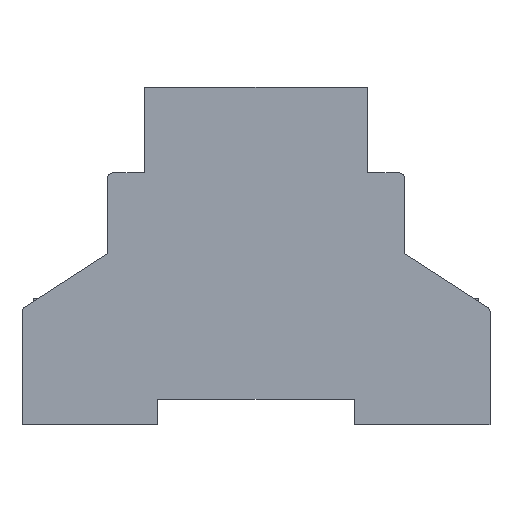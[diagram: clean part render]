
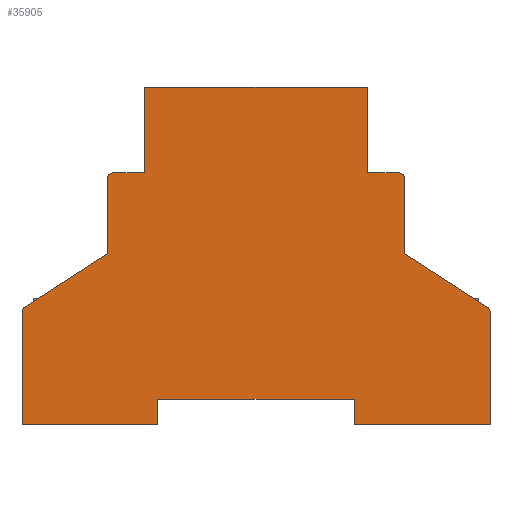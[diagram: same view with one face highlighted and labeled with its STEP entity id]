
A CAD part, front view. The second image highlights one B-rep face of the part: STEP entity #35905.
In plain terms, the highlighted planar face has unit normal (0, -1, 0).
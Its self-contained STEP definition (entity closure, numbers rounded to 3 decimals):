
#77=CIRCLE('',#37247,1.);
#83=CIRCLE('',#37258,1.);
#94=CIRCLE('',#37305,1.);
#95=CIRCLE('',#37306,1.);
#2655=FACE_OUTER_BOUND('',#4698,.T.);
#4698=EDGE_LOOP('',(#31472,#31473,#31474,#31475,#31476,#31477,#31478,#31479,
#31480,#31481,#31482,#31483,#31484,#31485,#31486,#31487,#31488,#31489,#31490,
#31491));
#8256=LINE('',#64364,#12225);
#8262=LINE('',#64377,#12231);
#8270=LINE('',#64400,#12239);
#8357=LINE('',#64607,#12326);
#8358=LINE('',#64611,#12327);
#8359=LINE('',#64613,#12328);
#8360=LINE('',#64615,#12329);
#8361=LINE('',#64617,#12330);
#8362=LINE('',#64619,#12331);
#8363=LINE('',#64623,#12332);
#8364=LINE('',#64624,#12333);
#8365=LINE('',#64626,#12334);
#8366=LINE('',#64628,#12335);
#8367=LINE('',#64630,#12336);
#8368=LINE('',#64632,#12337);
#8369=LINE('',#64633,#12338);
#12225=VECTOR('',#42944,22.456);
#12231=VECTOR('',#42952,19.704);
#12239=VECTOR('',#42974,22.456);
#12326=VECTOR('',#43167,15.);
#12327=VECTOR('',#43170,6.35);
#12328=VECTOR('',#43171,17.);
#12329=VECTOR('',#43172,44.3);
#12330=VECTOR('',#43173,17.);
#12331=VECTOR('',#43174,6.35);
#12332=VECTOR('',#43177,15.);
#12333=VECTOR('',#43178,19.704);
#12334=VECTOR('',#43179,27.);
#12335=VECTOR('',#43180,5.);
#12336=VECTOR('',#43181,39.);
#12337=VECTOR('',#43182,5.);
#12338=VECTOR('',#43183,27.);
#17018=VERTEX_POINT('',#64361);
#17019=VERTEX_POINT('',#64363);
#17024=VERTEX_POINT('',#64374);
#17025=VERTEX_POINT('',#64376);
#17032=VERTEX_POINT('',#64397);
#17033=VERTEX_POINT('',#64399);
#17039=VERTEX_POINT('',#64417);
#17100=VERTEX_POINT('',#64606);
#17101=VERTEX_POINT('',#64608);
#17102=VERTEX_POINT('',#64610);
#17103=VERTEX_POINT('',#64612);
#17104=VERTEX_POINT('',#64614);
#17105=VERTEX_POINT('',#64616);
#17106=VERTEX_POINT('',#64618);
#17107=VERTEX_POINT('',#64620);
#17108=VERTEX_POINT('',#64622);
#17109=VERTEX_POINT('',#64625);
#17110=VERTEX_POINT('',#64627);
#17111=VERTEX_POINT('',#64629);
#17112=VERTEX_POINT('',#64631);
#21880=EDGE_CURVE('',#17019,#17018,#8256,.T.);
#21886=EDGE_CURVE('',#17025,#17024,#8262,.T.);
#21889=EDGE_CURVE('',#17025,#17018,#77,.T.);
#21898=EDGE_CURVE('',#17032,#17033,#8270,.T.);
#21907=EDGE_CURVE('',#17033,#17039,#83,.T.);
#21999=EDGE_CURVE('',#17024,#17100,#8357,.T.);
#22000=EDGE_CURVE('',#17101,#17100,#94,.T.);
#22001=EDGE_CURVE('',#17101,#17102,#8358,.T.);
#22002=EDGE_CURVE('',#17102,#17103,#8359,.T.);
#22003=EDGE_CURVE('',#17104,#17103,#8360,.T.);
#22004=EDGE_CURVE('',#17104,#17105,#8361,.T.);
#22005=EDGE_CURVE('',#17105,#17106,#8362,.T.);
#22006=EDGE_CURVE('',#17107,#17106,#95,.T.);
#22007=EDGE_CURVE('',#17107,#17108,#8363,.T.);
#22008=EDGE_CURVE('',#17108,#17039,#8364,.T.);
#22009=EDGE_CURVE('',#17109,#17032,#8365,.T.);
#22010=EDGE_CURVE('',#17109,#17110,#8366,.T.);
#22011=EDGE_CURVE('',#17110,#17111,#8367,.T.);
#22012=EDGE_CURVE('',#17111,#17112,#8368,.T.);
#22013=EDGE_CURVE('',#17019,#17112,#8369,.T.);
#31472=ORIENTED_EDGE('',*,*,#21889,.F.);
#31473=ORIENTED_EDGE('',*,*,#21886,.T.);
#31474=ORIENTED_EDGE('',*,*,#21999,.T.);
#31475=ORIENTED_EDGE('',*,*,#22000,.F.);
#31476=ORIENTED_EDGE('',*,*,#22001,.T.);
#31477=ORIENTED_EDGE('',*,*,#22002,.T.);
#31478=ORIENTED_EDGE('',*,*,#22003,.F.);
#31479=ORIENTED_EDGE('',*,*,#22004,.T.);
#31480=ORIENTED_EDGE('',*,*,#22005,.T.);
#31481=ORIENTED_EDGE('',*,*,#22006,.F.);
#31482=ORIENTED_EDGE('',*,*,#22007,.T.);
#31483=ORIENTED_EDGE('',*,*,#22008,.T.);
#31484=ORIENTED_EDGE('',*,*,#21907,.F.);
#31485=ORIENTED_EDGE('',*,*,#21898,.F.);
#31486=ORIENTED_EDGE('',*,*,#22009,.F.);
#31487=ORIENTED_EDGE('',*,*,#22010,.T.);
#31488=ORIENTED_EDGE('',*,*,#22011,.T.);
#31489=ORIENTED_EDGE('',*,*,#22012,.T.);
#31490=ORIENTED_EDGE('',*,*,#22013,.F.);
#31491=ORIENTED_EDGE('',*,*,#21880,.T.);
#34004=PLANE('',#37304);
#35905=ADVANCED_FACE('',(#2655),#34004,.T.);
#37247=AXIS2_PLACEMENT_3D('',#64381,#42958,#42959);
#37258=AXIS2_PLACEMENT_3D('',#64418,#42992,#42993);
#37304=AXIS2_PLACEMENT_3D('',#64605,#43165,#43166);
#37305=AXIS2_PLACEMENT_3D('',#64609,#43168,#43169);
#37306=AXIS2_PLACEMENT_3D('',#64621,#43175,#43176);
#42944=DIRECTION('',(0.,0.,1.));
#42952=DIRECTION('',(-0.84,0.,0.543));
#42958=DIRECTION('center_axis',(0.,1.,0.));
#42959=DIRECTION('ref_axis',(0.878,0.,0.478));
#42974=DIRECTION('',(0.,0.,1.));
#42992=DIRECTION('center_axis',(0.,1.,0.));
#42993=DIRECTION('ref_axis',(-0.878,0.,0.478));
#43165=DIRECTION('center_axis',(0.,-1.,0.));
#43166=DIRECTION('ref_axis',(1.,0.,0.));
#43167=DIRECTION('',(0.,0.,1.));
#43168=DIRECTION('center_axis',(0.,1.,0.));
#43169=DIRECTION('ref_axis',(0.707,0.,0.707));
#43170=DIRECTION('',(-1.,0.,0.));
#43171=DIRECTION('',(0.,0.,1.));
#43172=DIRECTION('',(1.,0.,0.));
#43173=DIRECTION('',(0.,0.,-1.));
#43174=DIRECTION('',(-1.,0.,0.));
#43175=DIRECTION('center_axis',(0.,1.,0.));
#43176=DIRECTION('ref_axis',(-0.707,0.,0.707));
#43177=DIRECTION('',(0.,0.,-1.));
#43178=DIRECTION('',(-0.84,0.,-0.543));
#43179=DIRECTION('',(-1.,0.,0.));
#43180=DIRECTION('',(0.,0.,1.));
#43181=DIRECTION('',(1.,0.,0.));
#43182=DIRECTION('',(0.,0.,-1.));
#43183=DIRECTION('',(-1.,0.,0.));
#64361=CARTESIAN_POINT('',(46.5,-57.5,22.456));
#64363=CARTESIAN_POINT('',(46.5,-57.5,0.));
#64364=CARTESIAN_POINT('',(46.5,-57.5,0.));
#64374=CARTESIAN_POINT('',(29.5,-57.5,34.));
#64376=CARTESIAN_POINT('',(46.043,-57.5,23.296));
#64377=CARTESIAN_POINT('',(10.468,-57.5,46.315));
#64381=CARTESIAN_POINT('Origin',(45.5,-57.5,22.456));
#64397=CARTESIAN_POINT('',(-46.5,-57.5,0.));
#64399=CARTESIAN_POINT('',(-46.5,-57.5,22.456));
#64400=CARTESIAN_POINT('',(-46.5,-57.5,0.));
#64417=CARTESIAN_POINT('',(-46.043,-57.5,23.296));
#64418=CARTESIAN_POINT('Origin',(-45.5,-57.5,22.456));
#64605=CARTESIAN_POINT('Origin',(-46.5,-57.5,0.));
#64606=CARTESIAN_POINT('',(29.5,-57.5,49.));
#64607=CARTESIAN_POINT('',(29.5,-57.5,25.));
#64608=CARTESIAN_POINT('',(28.5,-57.5,50.));
#64609=CARTESIAN_POINT('Origin',(28.5,-57.5,49.));
#64610=CARTESIAN_POINT('',(22.15,-57.5,50.));
#64611=CARTESIAN_POINT('',(-12.175,-57.5,50.));
#64612=CARTESIAN_POINT('',(22.15,-57.5,67.));
#64613=CARTESIAN_POINT('',(22.15,-57.5,42.425));
#64614=CARTESIAN_POINT('',(-22.15,-57.5,67.));
#64615=CARTESIAN_POINT('',(46.5,-57.5,67.));
#64616=CARTESIAN_POINT('',(-22.15,-57.5,50.));
#64617=CARTESIAN_POINT('',(-22.15,-57.5,42.425));
#64618=CARTESIAN_POINT('',(-28.5,-57.5,50.));
#64619=CARTESIAN_POINT('',(-34.325,-57.5,50.));
#64620=CARTESIAN_POINT('',(-29.5,-57.5,49.));
#64621=CARTESIAN_POINT('Origin',(-28.5,-57.5,49.));
#64622=CARTESIAN_POINT('',(-29.5,-57.5,34.));
#64623=CARTESIAN_POINT('',(-29.5,-57.5,25.));
#64624=CARTESIAN_POINT('',(-43.245,-57.5,25.106));
#64625=CARTESIAN_POINT('',(-19.5,-57.5,0.));
#64626=CARTESIAN_POINT('',(46.5,-57.5,0.));
#64627=CARTESIAN_POINT('',(-19.5,-57.5,5.));
#64628=CARTESIAN_POINT('',(-19.5,-57.5,-3.395));
#64629=CARTESIAN_POINT('',(19.5,-57.5,5.));
#64630=CARTESIAN_POINT('',(-33.,-57.5,5.));
#64631=CARTESIAN_POINT('',(19.5,-57.5,0.));
#64632=CARTESIAN_POINT('',(19.5,-57.5,2.5));
#64633=CARTESIAN_POINT('',(46.5,-57.5,0.));
